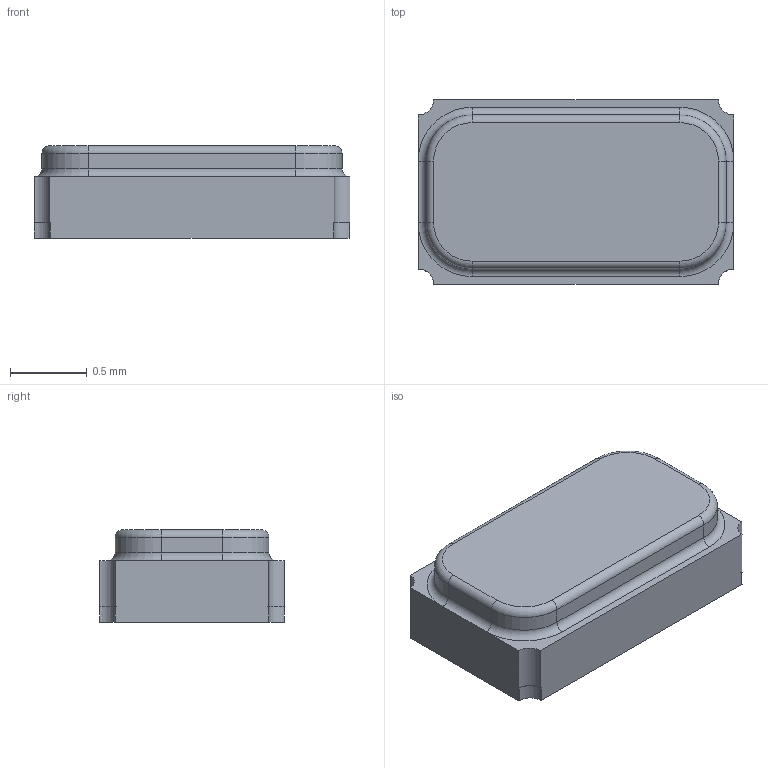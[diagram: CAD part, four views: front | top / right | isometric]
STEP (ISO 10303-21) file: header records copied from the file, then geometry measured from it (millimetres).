
FILE_DESCRIPTION(('FreeCAD Model'),'2;1');
FILE_NAME( 'FC-12M.step', '2018-09-05T08:39:36',('kicad StepUp'),('ksu MCAD'), 'Open CASCADE STEP processor 7.3','FreeCAD','Unknown');
FILE_SCHEMA(('AUTOMOTIVE_DESIGN_CC2 { 1 2 10303 214 -1 1 5 4 }'));
Length unit declared in the file: millimetre
Products named in the file (5): FC_12M_Cover_01; FC_12M_PAD_01; FC_12M_PAD_2_01; FC_12M_PAD_1_01; FC_12M_Body_01
Bounding box: 2.05 x 1.2 x 0.6 mm (x, y, z)
Volume: 1.3 mm3; surface area: 15.8 mm2
Topology: 5 solids, 5 shells, 95 faces, 232 edges, 148 vertices
Faces by surface type: plane 65, cylinder 22, torus 8
Full cylindrical faces by diameter (mm): 0.3 x2
Entity records: 2853 total; most frequent: CARTESIAN_POINT 476, DIRECTION 476, ORIENTED_EDGE 464, EDGE_CURVE 232, LINE 180, VECTOR 180, AXIS2_PLACEMENT_3D 148, VERTEX_POINT 148
